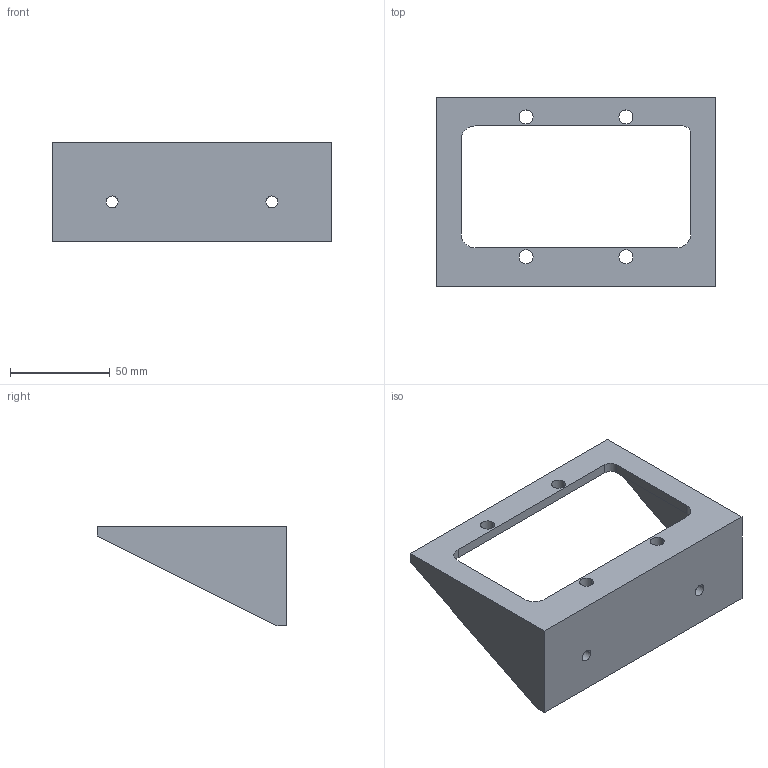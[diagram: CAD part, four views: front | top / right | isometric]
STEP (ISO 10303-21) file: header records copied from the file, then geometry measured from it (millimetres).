
FILE_DESCRIPTION(('CATIA V5 STEP Exchange'),'2;1');
FILE_NAME('support bobine.stp','2017-03-21T21:12:17+00:00',('none'),('none'),'CATIA Version 5 Release 19 SP 2 (IN-10)','CATIA V5 STEP AP203','none');
FILE_SCHEMA(('CONFIG_CONTROL_DESIGN'));
Length unit declared in the file: millimetre
Products named in the file (1): Part2
Bounding box: 140 x 95 x 50 mm (x, y, z)
Volume: 84373.1 mm3; surface area: 36871.9 mm2
Topology: 1 solids, 1 shells, 39 faces, 107 edges, 68 vertices
Faces by surface type: cylinder 21, plane 16, sphere 2
Entity records: 1286 total; most frequent: CARTESIAN_POINT 274, ORIENTED_EDGE 210, DIRECTION 165, EDGE_CURVE 105, AXIS2_PLACEMENT_3D 71, VERTEX_POINT 68, VECTOR 63, LINE 63
